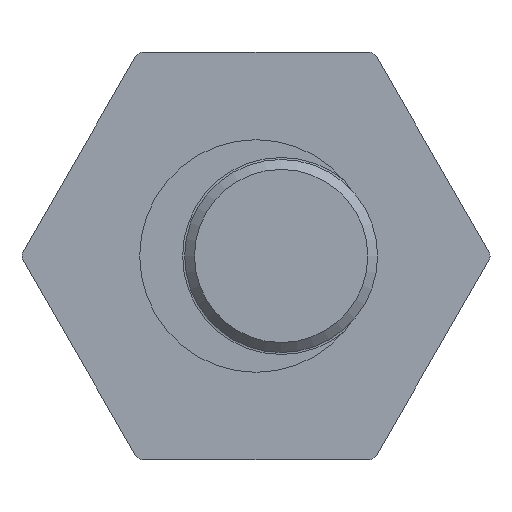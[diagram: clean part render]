
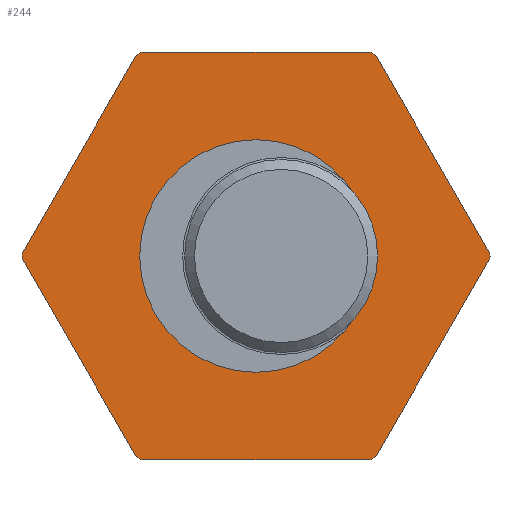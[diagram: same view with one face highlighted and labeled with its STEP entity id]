
A CAD part, front view. The second image highlights one B-rep face of the part: STEP entity #244.
In plain terms, the highlighted planar face has unit normal (0, -1, 0).
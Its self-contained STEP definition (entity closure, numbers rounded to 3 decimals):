
#75=CARTESIAN_POINT('',(-11.755,0.,-0.25));
#76=VERTEX_POINT('',#75);
#83=CARTESIAN_POINT('',(-11.755,0.,0.25));
#84=VERTEX_POINT('',#83);
#85=CARTESIAN_POINT('',(-11.322,0.,-0.));
#86=DIRECTION('',(0.,1.,0.));
#87=DIRECTION('',(-1.,0.,-0.));
#88=AXIS2_PLACEMENT_3D('',#85,#86,#87);
#89=CIRCLE('',#88,0.5);
#90=EDGE_CURVE('',#76,#84,#89,.T.);
#107=CARTESIAN_POINT('',(-6.094,0.,10.055));
#108=VERTEX_POINT('',#107);
#109=CARTESIAN_POINT('',(-10.456,0.,2.5));
#110=DIRECTION('',(0.5,0.,0.866));
#111=VECTOR('',#110,113.218);
#112=LINE('',#109,#111);
#113=EDGE_CURVE('',#84,#108,#112,.T.);
#132=CARTESIAN_POINT('',(0.,0.,0.));
#133=DIRECTION('',(0.,1.,0.));
#134=DIRECTION('',(0.,0.,1.));
#135=AXIS2_PLACEMENT_3D('',#132,#133,#134);
#136=PLANE('',#135);
#137=CARTESIAN_POINT('',(-5.875,0.,-0.));
#138=VERTEX_POINT('',#137);
#139=CARTESIAN_POINT('',(5.875,0.,0.));
#140=VERTEX_POINT('',#139);
#141=CARTESIAN_POINT('',(0.,0.,0.));
#142=DIRECTION('',(0.,-1.,0.));
#143=DIRECTION('',(1.,0.,0.));
#144=AXIS2_PLACEMENT_3D('',#141,#142,#143);
#145=CIRCLE('',#144,5.875);
#146=EDGE_CURVE('',#138,#140,#145,.T.);
#147=ORIENTED_EDGE('',*,*,#146,.F.);
#148=CARTESIAN_POINT('',(0.,0.,0.));
#149=DIRECTION('',(0.,-1.,0.));
#150=DIRECTION('',(1.,0.,0.));
#151=AXIS2_PLACEMENT_3D('',#148,#149,#150);
#152=CIRCLE('',#151,5.875);
#153=EDGE_CURVE('',#140,#138,#152,.T.);
#154=ORIENTED_EDGE('',*,*,#153,.F.);
#155=EDGE_LOOP('',(#147,#154));
#156=FACE_BOUND('',#155,.T.);
#157=ORIENTED_EDGE('',*,*,#90,.F.);
#158=CARTESIAN_POINT('',(-6.094,0.,-10.055));
#159=VERTEX_POINT('',#158);
#160=CARTESIAN_POINT('',(-7.393,0.,-7.805));
#161=DIRECTION('',(-0.5,0.,0.866));
#162=VECTOR('',#161,113.218);
#163=LINE('',#160,#162);
#164=EDGE_CURVE('',#159,#76,#163,.T.);
#165=ORIENTED_EDGE('',*,*,#164,.F.);
#166=CARTESIAN_POINT('',(-5.661,0.,-10.305));
#167=VERTEX_POINT('',#166);
#168=CARTESIAN_POINT('',(-5.661,0.,-9.805));
#169=DIRECTION('',(0.,1.,0.));
#170=DIRECTION('',(-0.5,0.,-0.866));
#171=AXIS2_PLACEMENT_3D('',#168,#169,#170);
#172=CIRCLE('',#171,0.5);
#173=EDGE_CURVE('',#167,#159,#172,.T.);
#174=ORIENTED_EDGE('',*,*,#173,.F.);
#175=CARTESIAN_POINT('',(5.661,0.,-10.305));
#176=VERTEX_POINT('',#175);
#177=CARTESIAN_POINT('',(3.063,0.,-10.305));
#178=DIRECTION('',(-1.,0.,0.));
#179=VECTOR('',#178,113.218);
#180=LINE('',#177,#179);
#181=EDGE_CURVE('',#176,#167,#180,.T.);
#182=ORIENTED_EDGE('',*,*,#181,.F.);
#183=CARTESIAN_POINT('',(6.094,0.,-10.055));
#184=VERTEX_POINT('',#183);
#185=CARTESIAN_POINT('',(5.661,0.,-9.805));
#186=DIRECTION('',(0.,1.,0.));
#187=DIRECTION('',(0.5,0.,-0.866));
#188=AXIS2_PLACEMENT_3D('',#185,#186,#187);
#189=CIRCLE('',#188,0.5);
#190=EDGE_CURVE('',#184,#176,#189,.T.);
#191=ORIENTED_EDGE('',*,*,#190,.F.);
#192=CARTESIAN_POINT('',(11.755,0.,-0.25));
#193=VERTEX_POINT('',#192);
#194=CARTESIAN_POINT('',(10.456,0.,-2.5));
#195=DIRECTION('',(-0.5,0.,-0.866));
#196=VECTOR('',#195,113.218);
#197=LINE('',#194,#196);
#198=EDGE_CURVE('',#193,#184,#197,.T.);
#199=ORIENTED_EDGE('',*,*,#198,.F.);
#200=CARTESIAN_POINT('',(11.755,0.,0.25));
#201=VERTEX_POINT('',#200);
#202=CARTESIAN_POINT('',(11.322,0.,0.));
#203=DIRECTION('',(-0.,1.,0.));
#204=DIRECTION('',(1.,0.,0.));
#205=AXIS2_PLACEMENT_3D('',#202,#203,#204);
#206=CIRCLE('',#205,0.5);
#207=EDGE_CURVE('',#201,#193,#206,.T.);
#208=ORIENTED_EDGE('',*,*,#207,.F.);
#209=CARTESIAN_POINT('',(6.094,0.,10.055));
#210=VERTEX_POINT('',#209);
#211=CARTESIAN_POINT('',(7.393,0.,7.805));
#212=DIRECTION('',(0.5,0.,-0.866));
#213=VECTOR('',#212,113.218);
#214=LINE('',#211,#213);
#215=EDGE_CURVE('',#210,#201,#214,.T.);
#216=ORIENTED_EDGE('',*,*,#215,.F.);
#217=CARTESIAN_POINT('',(5.661,0.,10.305));
#218=VERTEX_POINT('',#217);
#219=CARTESIAN_POINT('',(5.661,0.,9.805));
#220=DIRECTION('',(-0.,1.,0.));
#221=DIRECTION('',(0.5,0.,0.866));
#222=AXIS2_PLACEMENT_3D('',#219,#220,#221);
#223=CIRCLE('',#222,0.5);
#224=EDGE_CURVE('',#218,#210,#223,.T.);
#225=ORIENTED_EDGE('',*,*,#224,.F.);
#226=CARTESIAN_POINT('',(-5.661,0.,10.305));
#227=VERTEX_POINT('',#226);
#228=CARTESIAN_POINT('',(-3.063,0.,10.305));
#229=DIRECTION('',(1.,0.,-0.));
#230=VECTOR('',#229,113.218);
#231=LINE('',#228,#230);
#232=EDGE_CURVE('',#227,#218,#231,.T.);
#233=ORIENTED_EDGE('',*,*,#232,.F.);
#234=CARTESIAN_POINT('',(-5.661,0.,9.805));
#235=DIRECTION('',(0.,1.,0.));
#236=DIRECTION('',(-0.5,0.,0.866));
#237=AXIS2_PLACEMENT_3D('',#234,#235,#236);
#238=CIRCLE('',#237,0.5);
#239=EDGE_CURVE('',#108,#227,#238,.T.);
#240=ORIENTED_EDGE('',*,*,#239,.F.);
#241=ORIENTED_EDGE('',*,*,#113,.F.);
#242=EDGE_LOOP('',(#157,#165,#174,#182,#191,#199,#208,#216,#225,#233,#240,#241));
#243=FACE_BOUND('',#242,.T.);
#244=ADVANCED_FACE('',(#156,#243),#136,.F.);
